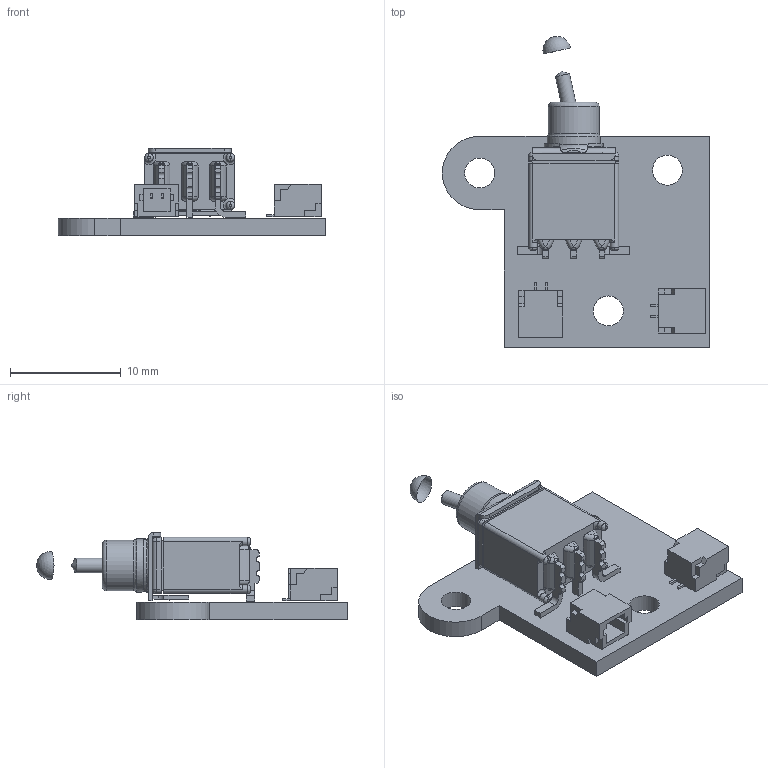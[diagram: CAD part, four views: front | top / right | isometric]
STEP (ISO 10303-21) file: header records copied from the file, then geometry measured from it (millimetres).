
FILE_DESCRIPTION(('KiCad electronic assembly'),'2;1');
FILE_NAME('power_switch.step','2024-06-18T22:20:15',('Pcbnew'),('Kicad') ,'Open CASCADE STEP processor 7.7','KiCad to STEP converter','Unknown' );
FILE_SCHEMA(('AUTOMOTIVE_DESIGN { 1 0 10303 214 1 1 1 1 }'));
Length unit declared in the file: millimetre
Products named in the file (6): power_switch 1; SM02B-SRSS-TB; SM02B-SRSS; ET01MD1SAPE; ET01MD1SAPE_PART1; power_switch_PCB
Assembly tree (6 placements, depth 3):
  power_switch 1
    SM02B-SRSS-TB  x2
      SM02B-SRSS
    ET01MD1SAPE
      ET01MD1SAPE_PART1
    power_switch_PCB
Bounding box: 24.12 x 28.06 x 7.9 mm (x, y, z)
Volume: 981.9 mm3; surface area: 2122.8 mm2
Topology: 4 solids, 4 shells, 627 faces, 1755 edges, 1130 vertices
Faces by surface type: plane 384, cylinder 151, torus 27, sphere 24, bspline 19, revolution 18, cone 4
Full cylindrical faces by diameter (mm): 0.762 x4, 1.295 x1, 2.7 x3, 3.226 x1, 4.572 x1, 4.801 x1
Entity records: 19830 total; most frequent: CARTESIAN_POINT 5110, ORIENTED_EDGE 3134, DIRECTION 2880, EDGE_CURVE 1567, VERTEX_POINT 1008, LINE 968, VECTOR 968, AXIS2_PLACEMENT_3D 947
